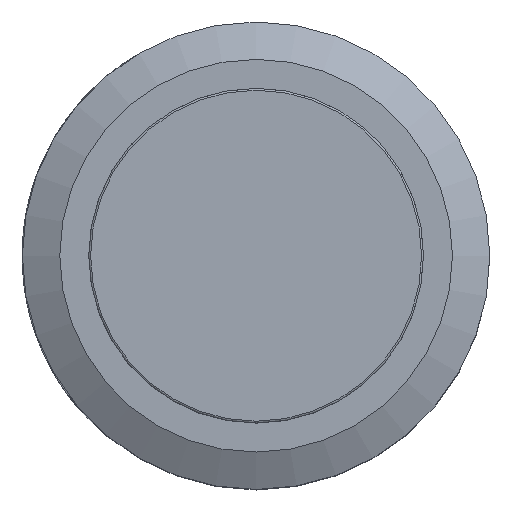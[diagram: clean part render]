
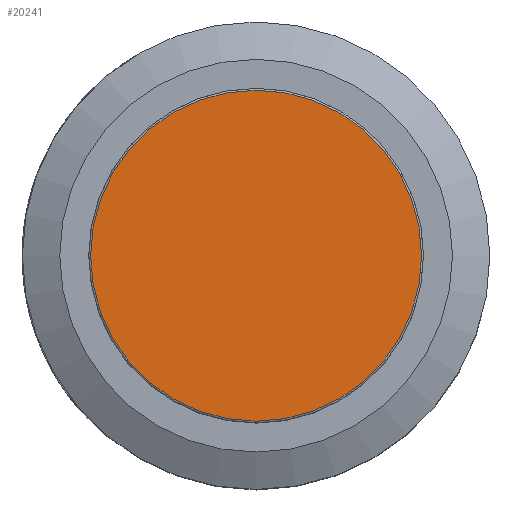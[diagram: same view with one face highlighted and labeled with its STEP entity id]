
A CAD part, top view. The second image highlights one B-rep face of the part: STEP entity #20241.
In plain terms, the highlighted planar face has unit normal (0, 0, 1).
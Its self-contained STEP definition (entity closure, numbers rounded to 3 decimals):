
#5861=FACE_OUTER_BOUND('',#6987,.T.);
#6987=EDGE_LOOP('',(#18444,#18445));
#7512=CIRCLE('',#21732,8.85);
#7516=CIRCLE('',#21736,8.85);
#9498=VERTEX_POINT('',#38948);
#9499=VERTEX_POINT('',#38949);
#12478=EDGE_CURVE('',#9498,#9499,#7512,.T.);
#12482=EDGE_CURVE('',#9499,#9498,#7516,.T.);
#18444=ORIENTED_EDGE('',*,*,#12478,.F.);
#18445=ORIENTED_EDGE('',*,*,#12482,.F.);
#19197=PLANE('',#21740);
#20241=ADVANCED_FACE('',(#5861),#19197,.T.);
#21732=AXIS2_PLACEMENT_3D('',#38950,#26650,#26651);
#21736=AXIS2_PLACEMENT_3D('',#38956,#26658,#26659);
#21740=AXIS2_PLACEMENT_3D('',#38963,#26667,#26668);
#26650=DIRECTION('center_axis',(0.,0.,
-1.));
#26651=DIRECTION('ref_axis',(1.,0.,0.));
#26658=DIRECTION('center_axis',(0.,0.,
-1.));
#26659=DIRECTION('ref_axis',(1.,0.,0.));
#26667=DIRECTION('center_axis',(0.,0.,
1.));
#26668=DIRECTION('ref_axis',(-1.,0.,0.));
#38948=CARTESIAN_POINT('',(-7.23,-0.125,-8.81));
#38949=CARTESIAN_POINT('',(10.47,-0.125,-8.81));
#38950=CARTESIAN_POINT('Origin',(1.62,-0.125,-8.81));
#38956=CARTESIAN_POINT('Origin',(1.62,-0.125,-8.81));
#38963=CARTESIAN_POINT('Origin',(1.62,-0.125,-8.81));
